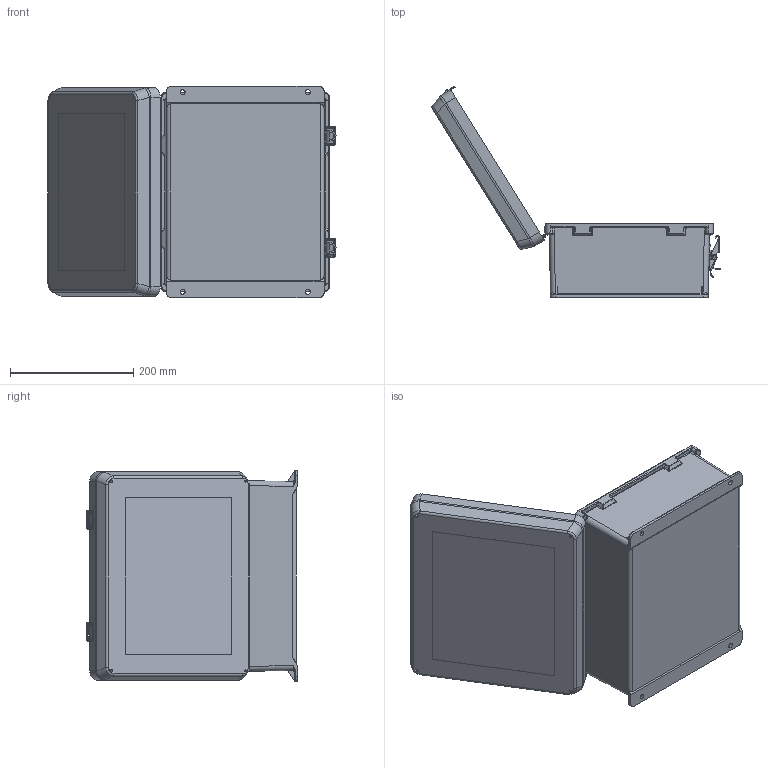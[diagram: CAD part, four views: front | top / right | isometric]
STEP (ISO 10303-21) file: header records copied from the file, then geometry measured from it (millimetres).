
FILE_DESCRIPTION (( 'STEP AP214' ), '1' );
FILE_NAME ('NBW121005.STEP', '2013-05-13T15:15:52', ( 'L-Com' ), ( 'L-Com Global Connectivity' ), 'SwSTEP 2.0', 'SolidWorks 2012', '' );
FILE_SCHEMA (( 'AUTOMOTIVE_DESIGN' ));
Length unit declared in the file: inch
Products named in the file (7): NBW121005_LidPlastic; NB121005-DoorClasp-2; NB121005-DoorClasp-1; NBW121005-Lid; NB121005-Hinge; NB121005-Box; NBW121005
Assembly tree (9 placements, depth 2):
  NBW121005
    NB121005-Box
    NB121005-Hinge  x2
    NBW121005-Lid
    NB121005-DoorClasp-1  x2
    NB121005-DoorClasp-2  x2
    NBW121005_LidPlastic
Bounding box: 467.82 x 342.33 x 343 mm (x, y, z)
Volume: 1496424.9 mm3; surface area: 800922.9 mm2
Topology: 15 solids, 15 shells, 1483 faces, 3782 edges, 2332 vertices
Faces by surface type: cylinder 664, plane 459, bspline 192, torus 116, sphere 32, cone 20
Entity records: 39328 total; most frequent: CARTESIAN_POINT 12433, ORIENTED_EDGE 5780, DIRECTION 5404, EDGE_CURVE 2890, AXIS2_PLACEMENT_3D 2052, VERTEX_POINT 1761, VECTOR 1300, LINE 1300
